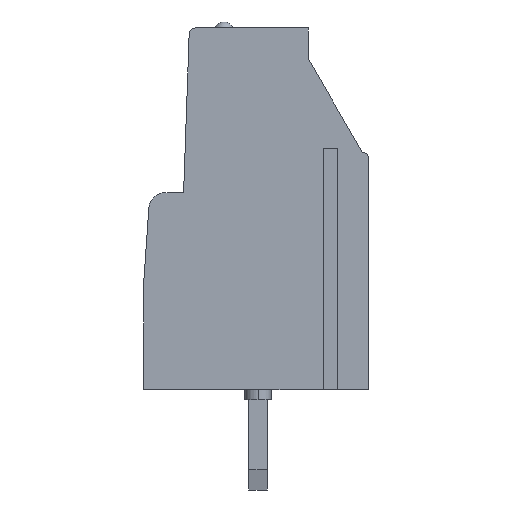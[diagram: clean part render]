
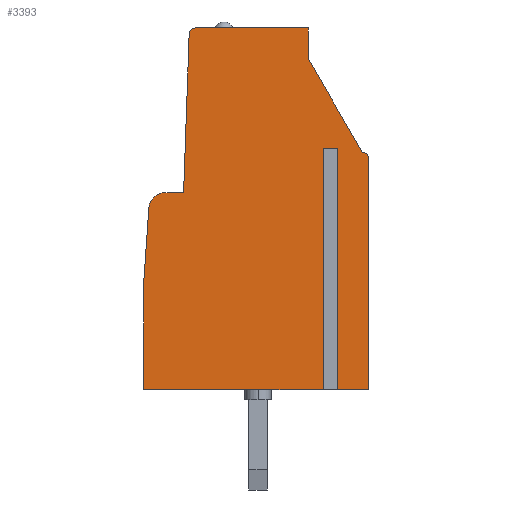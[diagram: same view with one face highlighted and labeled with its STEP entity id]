
A CAD part, left-side view. The second image highlights one B-rep face of the part: STEP entity #3393.
In plain terms, the highlighted planar face has unit normal (-1, 0, 0).
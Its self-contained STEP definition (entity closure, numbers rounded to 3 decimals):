
#1657=CARTESIAN_POINT('',(-7.62,4.633,9.8));
#1658=VERTEX_POINT('',#1657);
#1665=CARTESIAN_POINT('',(-7.62,3.703,9.8));
#1666=VERTEX_POINT('',#1665);
#1667=CARTESIAN_POINT('',(-7.62,3.703,9.8));
#1668=DIRECTION('',(0.0,1.0,0.0));
#1669=VECTOR('',#1668,0.93);
#1670=LINE('',#1667,#1669);
#1671=EDGE_CURVE('',#1666,#1658,#1670,.T.);
#1792=CARTESIAN_POINT('',(-7.62,-5.5,0.0));
#1793=VERTEX_POINT('',#1792);
#1800=CARTESIAN_POINT('',(-7.62,-3.807,0.0));
#1801=VERTEX_POINT('',#1800);
#1802=CARTESIAN_POINT('',(-7.62,-3.807,0.0));
#1803=DIRECTION('',(0.0,-1.0,0.0));
#1804=VECTOR('',#1803,1.693);
#1805=LINE('',#1802,#1804);
#1806=EDGE_CURVE('',#1801,#1793,#1805,.T.);
#1847=CARTESIAN_POINT('',(-7.62,-3.393,0.0));
#1848=VERTEX_POINT('',#1847);
#1855=CARTESIAN_POINT('',(-7.62,5.7,0.0));
#1856=VERTEX_POINT('',#1855);
#1857=CARTESIAN_POINT('',(-7.62,5.7,0.0));
#1858=DIRECTION('',(0.0,-1.0,0.0));
#1859=VECTOR('',#1858,9.093);
#1860=LINE('',#1857,#1859);
#1861=EDGE_CURVE('',#1856,#1848,#1860,.T.);
#1949=CARTESIAN_POINT('',(-7.62,5.431,9.055));
#1950=VERTEX_POINT('',#1949);
#1967=CARTESIAN_POINT('',(-7.62,5.7,5.17));
#1968=VERTEX_POINT('',#1967);
#1975=CARTESIAN_POINT('',(-7.62,5.431,9.055));
#1976=DIRECTION('',(0.0,0.069,-0.998));
#1977=VECTOR('',#1976,3.894);
#1978=LINE('',#1975,#1977);
#1979=EDGE_CURVE('',#1950,#1968,#1978,.T.);
#1998=CARTESIAN_POINT('',(-7.62,-3.393,12.));
#1999=VERTEX_POINT('',#1998);
#2006=CARTESIAN_POINT('',(-7.62,-3.393,12.));
#2007=DIRECTION('',(0.0,0.0,-1.0));
#2008=VECTOR('',#2007,12.);
#2009=LINE('',#2006,#2008);
#2010=EDGE_CURVE('',#1999,#1848,#2009,.T.);
#2101=CARTESIAN_POINT('',(-7.62,-5.2,11.8));
#2102=VERTEX_POINT('',#2101);
#2119=CARTESIAN_POINT('',(-7.62,-2.5,16.477));
#2120=VERTEX_POINT('',#2119);
#2127=CARTESIAN_POINT('',(-7.62,-5.2,11.8));
#2128=DIRECTION('',(0.0,0.5,0.866));
#2129=VECTOR('',#2128,5.4);
#2130=LINE('',#2127,#2129);
#2131=EDGE_CURVE('',#2102,#2120,#2130,.T.);
#2150=CARTESIAN_POINT('',(-7.62,4.633,9.));
#2151=DIRECTION('',(1.0,0.0,0.0));
#2152=DIRECTION('',(0.0,1.0,0.0));
#2153=AXIS2_PLACEMENT_3D('',#2150,#2151,#2152);
#2154=CIRCLE('',#2153,0.8);
#2155=EDGE_CURVE('',#1950,#1658,#2154,.T.);
#2165=CARTESIAN_POINT('',(-7.62,-2.5,18.));
#2166=VERTEX_POINT('',#2165);
#2175=CARTESIAN_POINT('',(-7.62,-2.5,18.));
#2176=DIRECTION('',(0.0,0.0,-1.0));
#2177=VECTOR('',#2176,1.523);
#2178=LINE('',#2175,#2177);
#2179=EDGE_CURVE('',#2166,#2120,#2178,.T.);
#2197=CARTESIAN_POINT('',(-7.62,5.7,5.17));
#2198=DIRECTION('',(0.0,0.0,-1.0));
#2199=VECTOR('',#2198,5.17);
#2200=LINE('',#2197,#2199);
#2201=EDGE_CURVE('',#1968,#1856,#2200,.T.);
#2253=CARTESIAN_POINT('',(-7.62,-5.5,11.5));
#2254=VERTEX_POINT('',#2253);
#2255=CARTESIAN_POINT('',(-7.62,-5.2,11.5));
#2256=DIRECTION('',(1.0,0.0,0.0));
#2257=DIRECTION('',(0.0,1.0,0.0));
#2258=AXIS2_PLACEMENT_3D('',#2255,#2256,#2257);
#2259=CIRCLE('',#2258,0.3);
#2260=EDGE_CURVE('',#2102,#2254,#2259,.T.);
#2762=CARTESIAN_POINT('',(-7.62,3.127,18.));
#2763=VERTEX_POINT('',#2762);
#2772=CARTESIAN_POINT('',(-7.62,3.127,18.));
#2773=DIRECTION('',(0.0,-1.0,0.0));
#2774=VECTOR('',#2773,5.627);
#2775=LINE('',#2772,#2774);
#2776=EDGE_CURVE('',#2763,#2166,#2775,.T.);
#2945=CARTESIAN_POINT('',(-7.62,3.427,17.71));
#2946=VERTEX_POINT('',#2945);
#2947=CARTESIAN_POINT('',(-7.62,3.427,17.71));
#2948=DIRECTION('',(0.,0.035,-0.999));
#2949=VECTOR('',#2948,7.915);
#2950=LINE('',#2947,#2949);
#2951=EDGE_CURVE('',#2946,#1666,#2950,.T.);
#2987=CARTESIAN_POINT('',(-7.62,-3.807,12.));
#2988=VERTEX_POINT('',#2987);
#2995=CARTESIAN_POINT('',(-7.62,-3.393,12.));
#2996=DIRECTION('',(0.0,-1.0,0.0));
#2997=VECTOR('',#2996,0.414);
#2998=LINE('',#2995,#2997);
#2999=EDGE_CURVE('',#1999,#2988,#2998,.T.);
#3237=CARTESIAN_POINT('',(-7.62,-5.5,11.5));
#3238=DIRECTION('',(0.0,0.0,-1.0));
#3239=VECTOR('',#3238,11.5);
#3240=LINE('',#3237,#3239);
#3241=EDGE_CURVE('',#2254,#1793,#3240,.T.);
#3299=CARTESIAN_POINT('',(-7.62,-3.807,12.));
#3300=DIRECTION('',(0.0,0.0,-1.0));
#3301=VECTOR('',#3300,12.);
#3302=LINE('',#3299,#3301);
#3303=EDGE_CURVE('',#2988,#1801,#3302,.T.);
#3364=CARTESIAN_POINT('',(-7.62,-6.06,-0.9));
#3365=DIRECTION('',(1.0,0.0,0.0));
#3366=DIRECTION('',(0.0,1.0,0.0));
#3367=AXIS2_PLACEMENT_3D('',#3364,#3365,#3366);
#3368=PLANE('',#3367);
#3369=ORIENTED_EDGE('',*,*,#2951,.T.);
#3370=ORIENTED_EDGE('',*,*,#1671,.T.);
#3371=ORIENTED_EDGE('',*,*,#2155,.F.);
#3372=ORIENTED_EDGE('',*,*,#1979,.T.);
#3373=ORIENTED_EDGE('',*,*,#2201,.T.);
#3374=ORIENTED_EDGE('',*,*,#1861,.T.);
#3375=ORIENTED_EDGE('',*,*,#2010,.F.);
#3376=ORIENTED_EDGE('',*,*,#2999,.T.);
#3377=ORIENTED_EDGE('',*,*,#3303,.T.);
#3378=ORIENTED_EDGE('',*,*,#1806,.T.);
#3379=ORIENTED_EDGE('',*,*,#3241,.F.);
#3380=ORIENTED_EDGE('',*,*,#2260,.F.);
#3381=ORIENTED_EDGE('',*,*,#2131,.T.);
#3382=ORIENTED_EDGE('',*,*,#2179,.F.);
#3383=ORIENTED_EDGE('',*,*,#2776,.F.);
#3384=CARTESIAN_POINT('',(-7.62,3.127,17.7));
#3385=DIRECTION('',(1.0,0.0,0.0));
#3386=DIRECTION('',(0.0,1.0,0.0));
#3387=AXIS2_PLACEMENT_3D('',#3384,#3385,#3386);
#3388=CIRCLE('',#3387,0.3);
#3389=EDGE_CURVE('',#2946,#2763,#3388,.T.);
#3390=ORIENTED_EDGE('',*,*,#3389,.F.);
#3391=EDGE_LOOP('',(#3369,#3370,#3371,#3372,#3373,#3374,#3375,#3376,#3377,#3378,#3379,#3380,#3381,#3382,#3383,#3390));
#3392=FACE_OUTER_BOUND('',#3391,.T.);
#3393=ADVANCED_FACE('',(#3392),#3368,.F.);
